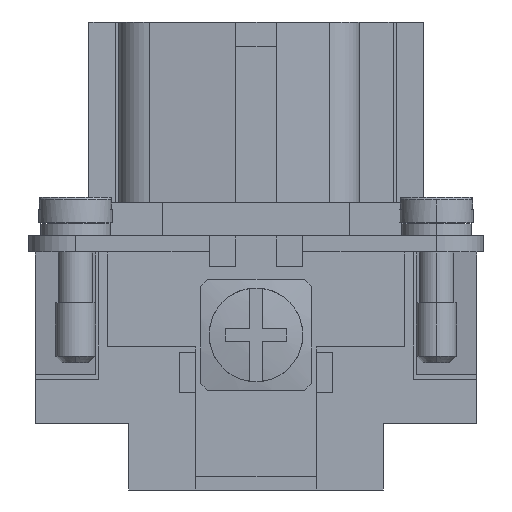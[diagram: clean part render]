
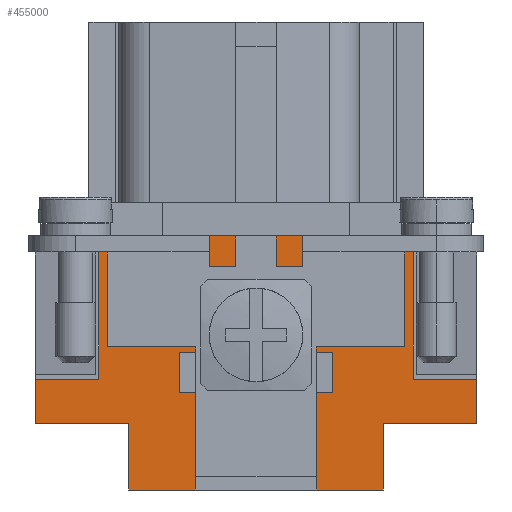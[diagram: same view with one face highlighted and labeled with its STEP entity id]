
A CAD part, left-side view. The second image highlights one B-rep face of the part: STEP entity #455000.
In plain terms, the highlighted planar face has unit normal (-1, 0, 0).
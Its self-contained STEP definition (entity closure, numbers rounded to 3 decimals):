
#112220=CARTESIAN_POINT('',(-45.,-9.5,0.));
#112230=VERTEX_POINT('',#112220);
#112260=CARTESIAN_POINT('',(-45.,-9.5,0.));
#112270=DIRECTION('',(0.,0.,1.));
#112280=VECTOR('',#112270,5.);
#112290=LINE('',#112260,#112280);
#112300=CARTESIAN_POINT('',(-45.,-9.5,5.));
#112310=VERTEX_POINT('',#112300);
#112320=EDGE_CURVE('',#112230,#112310,#112290,.T.);
#189140=CARTESIAN_POINT('',(-45.,4.55,3.5));
#189150=VERTEX_POINT('',#189140);
#189180=CARTESIAN_POINT('',(-45.,4.55,3.5));
#189190=DIRECTION('',(0.,-1.,0.));
#189200=VECTOR('',#189190,9.1);
#189210=LINE('',#189180,#189200);
#189220=CARTESIAN_POINT('',(-45.,-4.55,3.5));
#189230=VERTEX_POINT('',#189220);
#189240=EDGE_CURVE('',#189150,#189230,#189210,.T.);
#318960=CARTESIAN_POINT('',(-45.,-4.55,3.5));
#318970=DIRECTION('',(0.,0.,-1.));
#318980=VECTOR('',#318970,3.5);
#318990=LINE('',#318960,#318980);
#319000=CARTESIAN_POINT('',(-45.,-4.55,0.));
#319010=VERTEX_POINT('',#319000);
#319020=EDGE_CURVE('',#189230,#319010,#318990,.T.);
#339830=CARTESIAN_POINT('',(-45.,4.55,0.));
#339840=VERTEX_POINT('',#339830);
#339870=CARTESIAN_POINT('',(-45.,4.55,0.));
#339880=DIRECTION('',(0.,0.,1.));
#339890=VECTOR('',#339880,3.5);
#339900=LINE('',#339870,#339890);
#339910=EDGE_CURVE('',#339840,#189150,#339900,.T.);
#340300=CARTESIAN_POINT('',(-45.,-11.75,19.));
#340310=VERTEX_POINT('',#340300);
#340340=CARTESIAN_POINT('',(-45.,-11.75,19.));
#340350=DIRECTION('',(0.,1.,0.));
#340360=VECTOR('',#340350,23.5);
#340370=LINE('',#340340,#340360);
#340380=CARTESIAN_POINT('',(-45.,11.75,19.));
#340390=VERTEX_POINT('',#340380);
#340400=EDGE_CURVE('',#340310,#340390,#340370,.T.);
#452920=CARTESIAN_POINT('',(-45.,-9.5,5.));
#452930=DIRECTION('',(0.,-1.,0.));
#452940=VECTOR('',#452930,7.);
#452950=LINE('',#452920,#452940);
#452960=CARTESIAN_POINT('',(-45.,-16.5,5.));
#452970=VERTEX_POINT('',#452960);
#452980=EDGE_CURVE('',#112310,#452970,#452950,.T.);
#453980=CARTESIAN_POINT('',(-45.,-16.5,0.));
#453990=DIRECTION('',(-1.,0.,0.));
#454000=DIRECTION('',(0.,0.,1.));
#454010=AXIS2_PLACEMENT_3D('',#453980,#453990,#454000);
#454020=PLANE('',#454010);
#454030=CARTESIAN_POINT('',(-45.,11.75,19.));
#454040=DIRECTION('',(0.,0.,-1.));
#454050=VECTOR('',#454040,10.7);
#454060=LINE('',#454030,#454050);
#454070=CARTESIAN_POINT('',(-45.,11.75,8.3));
#454080=VERTEX_POINT('',#454070);
#454090=EDGE_CURVE('',#340390,#454080,#454060,.T.);
#454100=ORIENTED_EDGE('',*,*,#454090,.T.);
#454110=ORIENTED_EDGE('',*,*,#340400,.T.);
#454120=CARTESIAN_POINT('',(-45.,-11.75,8.3));
#454130=DIRECTION('',(0.,0.,1.));
#454140=VECTOR('',#454130,10.7);
#454150=LINE('',#454120,#454140);
#454160=CARTESIAN_POINT('',(-45.,-11.75,8.3));
#454170=VERTEX_POINT('',#454160);
#454180=EDGE_CURVE('',#454170,#340310,#454150,.T.);
#454190=ORIENTED_EDGE('',*,*,#454180,.T.);
#454200=CARTESIAN_POINT('',(-45.,-16.5,8.3));
#454210=DIRECTION('',(0.,1.,0.));
#454220=VECTOR('',#454210,4.75);
#454230=LINE('',#454200,#454220);
#454240=CARTESIAN_POINT('',(-45.,-16.5,8.3));
#454250=VERTEX_POINT('',#454240);
#454260=EDGE_CURVE('',#454250,#454170,#454230,.T.);
#454270=ORIENTED_EDGE('',*,*,#454260,.T.);
#454280=CARTESIAN_POINT('',(-45.,-16.5,5.));
#454290=DIRECTION('',(0.,0.,1.));
#454300=VECTOR('',#454290,3.3);
#454310=LINE('',#454280,#454300);
#454320=EDGE_CURVE('',#452970,#454250,#454310,.T.);
#454330=ORIENTED_EDGE('',*,*,#454320,.T.);
#454340=ORIENTED_EDGE('',*,*,#452980,.T.);
#454350=ORIENTED_EDGE('',*,*,#112320,.T.);
#454360=CARTESIAN_POINT('',(-45.,-9.5,0.));
#454370=DIRECTION('',(0.,1.,0.));
#454380=VECTOR('',#454370,4.95);
#454390=LINE('',#454360,#454380);
#454400=EDGE_CURVE('',#112230,#319010,#454390,.T.);
#454410=ORIENTED_EDGE('',*,*,#454400,.F.);
#454420=ORIENTED_EDGE('',*,*,#319020,.T.);
#454430=ORIENTED_EDGE('',*,*,#189240,.T.);
#454440=ORIENTED_EDGE('',*,*,#339910,.T.);
#454450=CARTESIAN_POINT('',(-45.,4.55,0.));
#454460=DIRECTION('',(0.,1.,0.));
#454470=VECTOR('',#454460,4.95);
#454480=LINE('',#454450,#454470);
#454490=CARTESIAN_POINT('',(-45.,9.5,0.));
#454500=VERTEX_POINT('',#454490);
#454510=EDGE_CURVE('',#339840,#454500,#454480,.T.);
#454520=ORIENTED_EDGE('',*,*,#454510,.F.);
#454530=CARTESIAN_POINT('',(-45.,9.5,5.));
#454540=DIRECTION('',(0.,0.,-1.));
#454550=VECTOR('',#454540,5.);
#454560=LINE('',#454530,#454550);
#454570=CARTESIAN_POINT('',(-45.,9.5,5.));
#454580=VERTEX_POINT('',#454570);
#454590=EDGE_CURVE('',#454580,#454500,#454560,.T.);
#454600=ORIENTED_EDGE('',*,*,#454590,.T.);
#454610=CARTESIAN_POINT('',(-45.,16.5,5.));
#454620=DIRECTION('',(0.,-1.,0.));
#454630=VECTOR('',#454620,7.);
#454640=LINE('',#454610,#454630);
#454650=CARTESIAN_POINT('',(-45.,16.5,5.));
#454660=VERTEX_POINT('',#454650);
#454670=EDGE_CURVE('',#454660,#454580,#454640,.T.);
#454680=ORIENTED_EDGE('',*,*,#454670,.T.);
#454690=CARTESIAN_POINT('',(-45.,16.5,5.));
#454700=DIRECTION('',(0.,0.,1.));
#454710=VECTOR('',#454700,3.3);
#454720=LINE('',#454690,#454710);
#454730=CARTESIAN_POINT('',(-45.,16.5,8.3));
#454740=VERTEX_POINT('',#454730);
#454750=EDGE_CURVE('',#454660,#454740,#454720,.T.);
#454760=ORIENTED_EDGE('',*,*,#454750,.F.);
#454770=CARTESIAN_POINT('',(-45.,11.75,8.3));
#454780=DIRECTION('',(0.,1.,0.));
#454790=VECTOR('',#454780,4.75);
#454800=LINE('',#454770,#454790);
#454810=EDGE_CURVE('',#454080,#454740,#454800,.T.);
#454820=ORIENTED_EDGE('',*,*,#454810,.T.);
#454830=EDGE_LOOP('',(#454820,#454760,#454680,#454600,#454520,#454440,
#454430,#454420,#454410,#454350,#454340,#454330,#454270,#454190,#454110,
#454100));
#454840=FACE_OUTER_BOUND('',#454830,.T.);
#454850=CARTESIAN_POINT('',(-45.,0.,11.6));
#454860=DIRECTION('',(-1.,0.,0.));
#454870=DIRECTION('',(0.,0.,1.));
#454880=AXIS2_PLACEMENT_3D('',#454850,#454860,#454870);
#454890=CIRCLE('',#454880,3.5);
#454900=CARTESIAN_POINT('',(-45.,0.,15.1));
#454910=VERTEX_POINT('',#454900);
#454920=CARTESIAN_POINT('',(-45.,0.,8.1));
#454930=VERTEX_POINT('',#454920);
#454940=EDGE_CURVE('',#454910,#454930,#454890,.T.);
#454950=ORIENTED_EDGE('',*,*,#454940,.F.);
#454960=EDGE_CURVE('',#454930,#454910,#454890,.T.);
#454970=ORIENTED_EDGE('',*,*,#454960,.F.);
#454980=EDGE_LOOP('',(#454970,#454950));
#454990=FACE_BOUND('',#454980,.T.);
#455000=ADVANCED_FACE('',(#454840,#454990),#454020,.T.);
